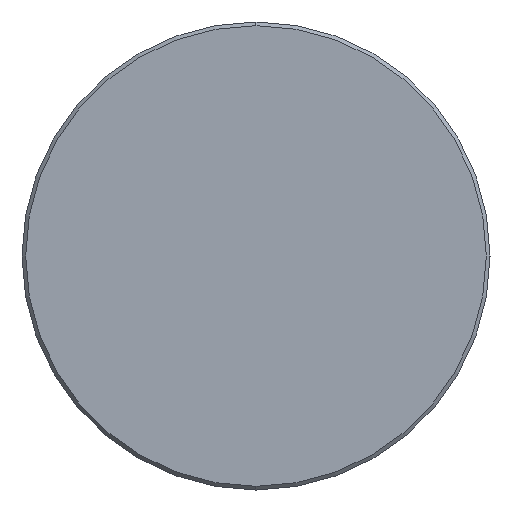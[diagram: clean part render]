
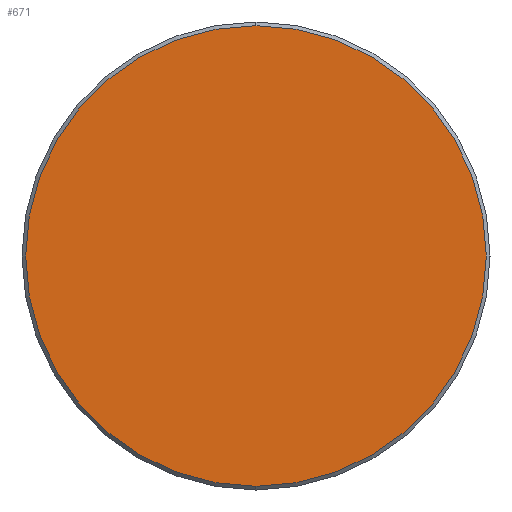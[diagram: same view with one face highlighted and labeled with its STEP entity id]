
A CAD part, left-side view. The second image highlights one B-rep face of the part: STEP entity #671.
In plain terms, the highlighted planar face has unit normal (-1, 0, 0).
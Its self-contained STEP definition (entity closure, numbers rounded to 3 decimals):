
#2 = FACE_OUTER_BOUND ( 'NONE', #636, .T. ) ;
#24 = VERTEX_POINT ( 'NONE', #48 ) ;
#48 = CARTESIAN_POINT ( 'NONE',  ( 0., 0., 18.7 ) ) ;
#85 = AXIS2_PLACEMENT_3D ( 'NONE', #742, #729, #483 ) ;
#122 = CIRCLE ( 'NONE', #805, 18.7 ) ;
#132 = CIRCLE ( 'NONE', #518, 18.7 ) ;
#203 = EDGE_CURVE ( 'NONE', #760, #24, #122, .T. ) ;
#230 = CARTESIAN_POINT ( 'NONE',  ( 0., 0., -18.7 ) ) ;
#338 = EDGE_CURVE ( 'NONE', #24, #760, #132, .T. ) ;
#345 = CARTESIAN_POINT ( 'NONE',  ( 0., 0., 0. ) ) ;
#381 = DIRECTION ( 'NONE',  ( -1., 0., 0. ) ) ;
#465 = CARTESIAN_POINT ( 'NONE',  ( 0., 0., 0. ) ) ;
#474 = DIRECTION ( 'NONE',  ( -1., 0., 0. ) ) ;
#483 = DIRECTION ( 'NONE',  ( 0., 0., -1. ) ) ;
#518 = AXIS2_PLACEMENT_3D ( 'NONE', #345, #474, #786 ) ;
#527 = ORIENTED_EDGE ( 'NONE', *, *, #338, .T. ) ;
#588 = DIRECTION ( 'NONE',  ( 0., 0., 1. ) ) ;
#636 = EDGE_LOOP ( 'NONE', ( #718, #527 ) ) ;
#671 = ADVANCED_FACE ( 'NONE', ( #2 ), #679, .F. ) ;
#679 = PLANE ( 'NONE',  #85 ) ;
#718 = ORIENTED_EDGE ( 'NONE', *, *, #203, .T. ) ;
#729 = DIRECTION ( 'NONE',  ( 1., 0., 0. ) ) ;
#742 = CARTESIAN_POINT ( 'NONE',  ( 0., 0., 0. ) ) ;
#760 = VERTEX_POINT ( 'NONE', #230 ) ;
#786 = DIRECTION ( 'NONE',  ( 0., 0., 1. ) ) ;
#805 = AXIS2_PLACEMENT_3D ( 'NONE', #465, #381, #588 ) ;
